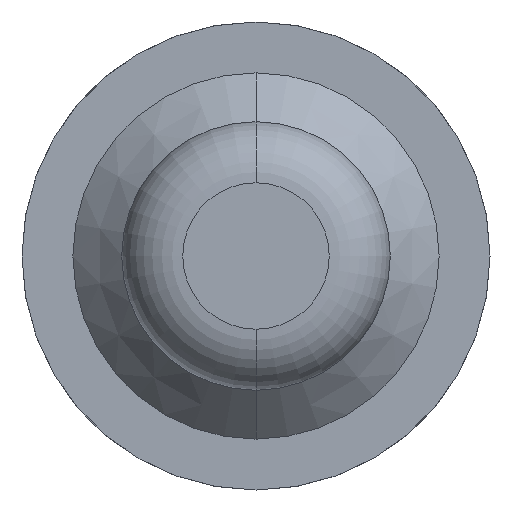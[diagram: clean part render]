
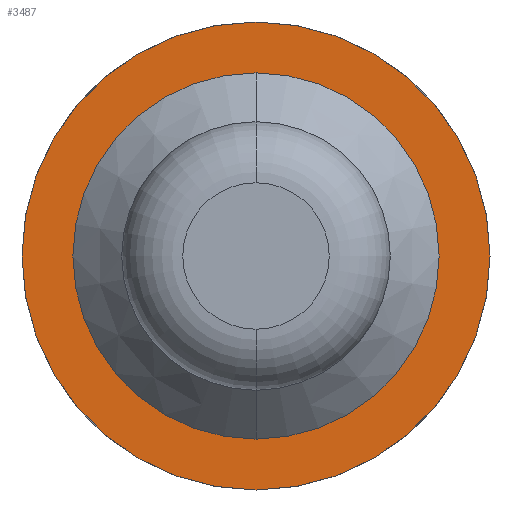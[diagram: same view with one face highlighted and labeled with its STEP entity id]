
A CAD part, front view. The second image highlights one B-rep face of the part: STEP entity #3487.
In plain terms, the highlighted planar face has unit normal (0, -1, 0).
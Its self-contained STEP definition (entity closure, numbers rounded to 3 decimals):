
#164 = CIRCLE ( 'NONE', #3459, 0.35 ) ;
#293 = VERTEX_POINT ( 'NONE', #1736 ) ;
#301 = CARTESIAN_POINT ( 'NONE',  ( 0., -1.7, 0. ) ) ;
#585 = DIRECTION ( 'NONE',  ( 0., 0., -1. ) ) ;
#622 = CIRCLE ( 'NONE', #3202, 0.575 ) ;
#642 = EDGE_LOOP ( 'NONE', ( #2661, #3721 ) ) ;
#762 = ORIENTED_EDGE ( 'NONE', *, *, #3052, .T. ) ;
#954 = AXIS2_PLACEMENT_3D ( 'NONE', #301, #2765, #2750 ) ;
#1232 = CARTESIAN_POINT ( 'NONE',  ( 0.35, -1.7, 0. ) ) ;
#1320 = AXIS2_PLACEMENT_3D ( 'NONE', #2421, #3360, #3025 ) ;
#1513 = CARTESIAN_POINT ( 'NONE',  ( 0., -1.7, -0.35 ) ) ;
#1546 = DIRECTION ( 'NONE',  ( 0., 0., -1. ) ) ;
#1569 = EDGE_CURVE ( 'Defeature ausgef�hrt3_10+Defeature ausgef�hrt3_11+Defeature ausgef�hrt3_11+Defeature ausgef�hrt3_11', #1649, #2139, #164, .T. ) ;
#1575 = EDGE_CURVE ( 'Defeature ausgef�hrt3_10+Defeature ausgef�hrt3_11+Defeature ausgef�hrt3_11+Defeature ausgef�hrt3_11', #2139, #1649, #1827, .T. ) ;
#1649 = VERTEX_POINT ( 'NONE', #1513 ) ;
#1728 = FACE_OUTER_BOUND ( 'NONE', #3081, .T. ) ;
#1736 = CARTESIAN_POINT ( 'NONE',  ( 0., -1.7, -0.575 ) ) ;
#1827 = CIRCLE ( 'NONE', #954, 0.35 ) ;
#1893 = DIRECTION ( 'NONE',  ( 0., -1., 0. ) ) ;
#1916 = CARTESIAN_POINT ( 'NONE',  ( 0., -1.7, 0.575 ) ) ;
#2123 = DIRECTION ( 'NONE',  ( 0., -1., 0. ) ) ;
#2139 = VERTEX_POINT ( 'NONE', #2394 ) ;
#2263 = FACE_BOUND ( 'NONE', #642, .T. ) ;
#2394 = CARTESIAN_POINT ( 'NONE',  ( 0., -1.7, 0.35 ) ) ;
#2421 = CARTESIAN_POINT ( 'NONE',  ( 0., -1.7, 0. ) ) ;
#2512 = DIRECTION ( 'NONE',  ( 0., 0., -1. ) ) ;
#2661 = ORIENTED_EDGE ( 'NONE', *, *, #1569, .F. ) ;
#2698 = EDGE_CURVE ( 'Defeature ausgef�hrt3_11+Defeature ausgef�hrt3_12+Defeature ausgef�hrt3_12+Defeature ausgef�hrt3_12', #293, #3152, #3578, .T. ) ;
#2750 = DIRECTION ( 'NONE',  ( 0., 0., -1. ) ) ;
#2765 = DIRECTION ( 'NONE',  ( 0., -1., 0. ) ) ;
#2790 = CARTESIAN_POINT ( 'NONE',  ( 0., -1.7, 0. ) ) ;
#3025 = DIRECTION ( 'NONE',  ( 0., 0., -1. ) ) ;
#3047 = PLANE ( 'NONE',  #4001 ) ;
#3052 = EDGE_CURVE ( 'Defeature ausgef�hrt3_11+Defeature ausgef�hrt3_12+Defeature ausgef�hrt3_12+Defeature ausgef�hrt3_12', #3152, #293, #622, .T. ) ;
#3081 = EDGE_LOOP ( 'NONE', ( #3108, #762 ) ) ;
#3108 = ORIENTED_EDGE ( 'NONE', *, *, #2698, .T. ) ;
#3152 = VERTEX_POINT ( 'NONE', #1916 ) ;
#3202 = AXIS2_PLACEMENT_3D ( 'NONE', #2790, #1893, #2512 ) ;
#3360 = DIRECTION ( 'NONE',  ( 0., -1., 0. ) ) ;
#3421 = DIRECTION ( 'NONE',  ( 0., -1., 0. ) ) ;
#3459 = AXIS2_PLACEMENT_3D ( 'NONE', #3716, #2123, #585 ) ;
#3487 = ADVANCED_FACE ( 'Defeature ausgef�hrt3_11', ( #1728, #2263 ), #3047, .T. ) ;
#3578 = CIRCLE ( 'NONE', #1320, 0.575 ) ;
#3716 = CARTESIAN_POINT ( 'NONE',  ( 0., -1.7, 0. ) ) ;
#3721 = ORIENTED_EDGE ( 'NONE', *, *, #1575, .F. ) ;
#4001 = AXIS2_PLACEMENT_3D ( 'NONE', #1232, #3421, #1546 ) ;
